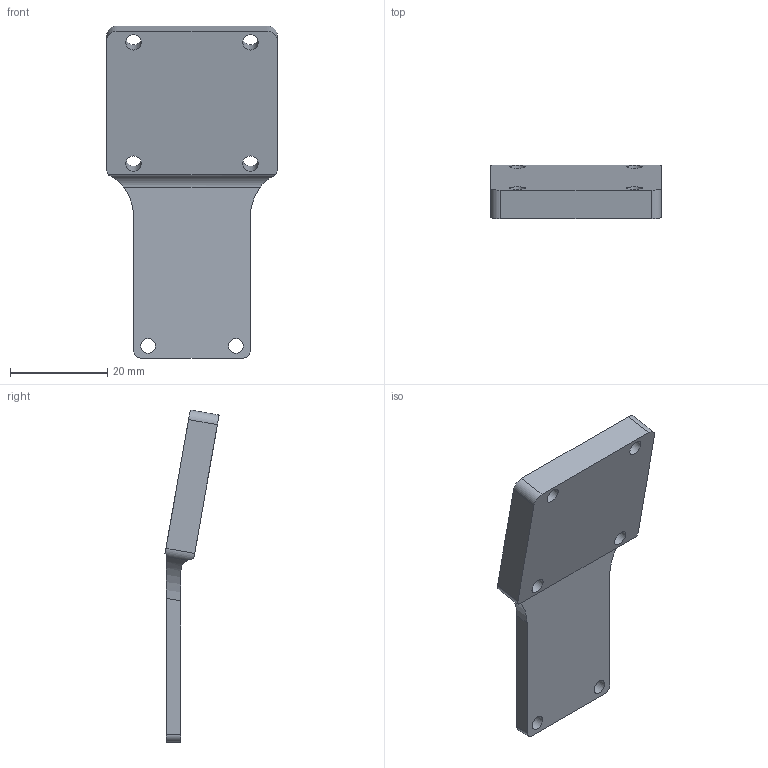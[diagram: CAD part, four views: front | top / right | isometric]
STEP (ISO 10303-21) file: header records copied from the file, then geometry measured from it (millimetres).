
FILE_DESCRIPTION(/* description */ (''),/* implementation_level */ '2;1');
FILE_NAME(/* name */ 'Camera Mount - Goose.step',/* time_stamp */ '2025-12-03T23:58:12-05:00',/* author */ (''),/* organization */ (''),/* preprocessor_version */ 'ST-DEVELOPER v20.1',/* originating_system */ 'Autodesk Translation Framework v14.21.0.0',/* authorisation */ '');
FILE_SCHEMA (('AUTOMOTIVE_DESIGN { 1 0 10303 214 3 1 1 }'));
Length unit declared in the file: millimetre
Products named in the file (1): Camera Mount - Goose
Bounding box: 35 x 11.12 x 68.18 mm (x, y, z)
Volume: 8957.3 mm3; surface area: 5117.6 mm2
Topology: 1 solids, 1 shells, 26 faces, 72 edges, 48 vertices
Faces by surface type: cylinder 15, plane 11
Full cylindrical faces by diameter (mm): 3 x2, 3.2 x4
Entity records: 927 total; most frequent: CARTESIAN_POINT 179, DIRECTION 152, ORIENTED_EDGE 144, EDGE_CURVE 72, AXIS2_PLACEMENT_3D 57, VERTEX_POINT 48, EDGE_LOOP 38, LINE 38
